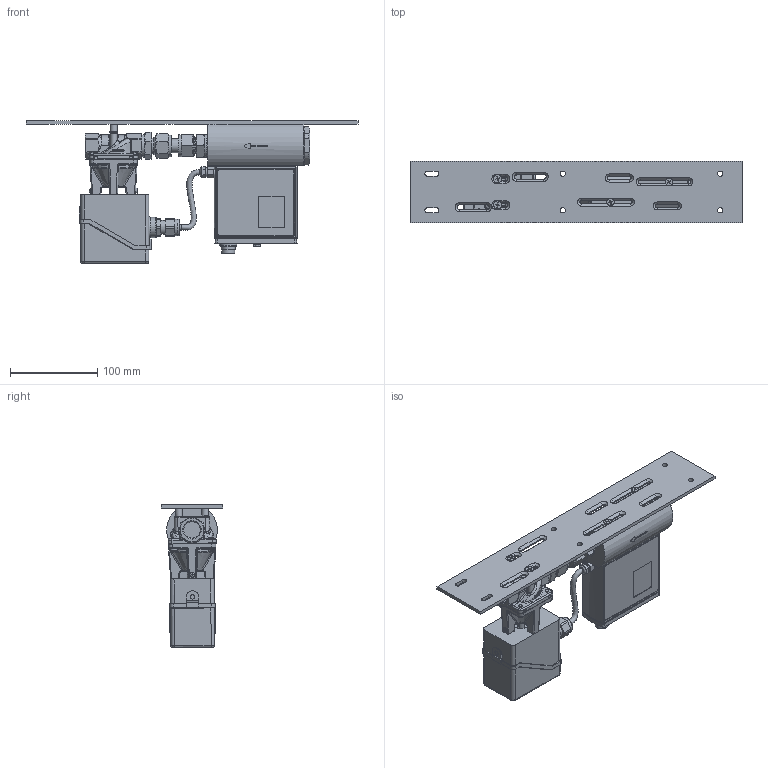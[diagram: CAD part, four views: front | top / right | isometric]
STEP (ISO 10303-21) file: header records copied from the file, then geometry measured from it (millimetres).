
FILE_DESCRIPTION(/* description */ (''),/* implementation_level */ '2;1');
FILE_NAME(/* name */ 'M+W D-6373 + BJ1-2inch.stp',/* time_stamp */ '2019-03-12T13:41:13+01:00',/* author */ ('marleen'),/* organization */ (''),/* preprocessor_version */ 'ST-DEVELOPER v17',/* originating_system */ 'Autodesk Inventor 2018',/* authorisation */ '');
FILE_SCHEMA (('AUTOMOTIVE_DESIGN { 1 0 10303 214 3 1 1 }'));
Products named in the file (1): Part18
Bounding box: 380 x 70 x 163.56 mm (x, y, z)
Volume: 1131481.6 mm3; surface area: 184910.4 mm2
Topology: 9 solids, 30 shells, 1680 faces, 4247 edges, 2759 vertices
Faces by surface type: plane 763, cylinder 411, bspline 222, cone 178, torus 78, sphere 28
Full cylindrical faces by diameter (mm): 1 x8, 2.013 x2, 2.4 x1, 2.459 x7, 2.5 x2, 2.88 x2, 3 x13, 3.1 x2, 3.3 x4, 3.4 x4, 3.571 x2, 3.75 x2, 4 x16, 4.134 x8, 4.2 x6, 4.3 x2, 4.5 x1, 4.509 x2, 5 x1, 5.1 x1, 5.4 x1, 5.5 x3, 5.6 x2, 6 x9, 6.647 x1, 6.7 x1, 8 x9, 8.3 x1, 8.4 x2, 9 x2
Entity records: 67413 total; most frequent: CARTESIAN_POINT 26570, ORIENTED_EDGE 8252, DIRECTION 8104, EDGE_CURVE 4126, AXIS2_PLACEMENT_3D 3181, VERTEX_POINT 2615, EDGE_LOOP 1865, LINE 1742
